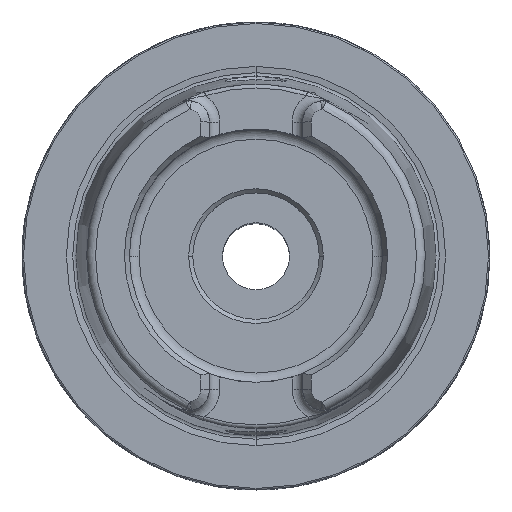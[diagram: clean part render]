
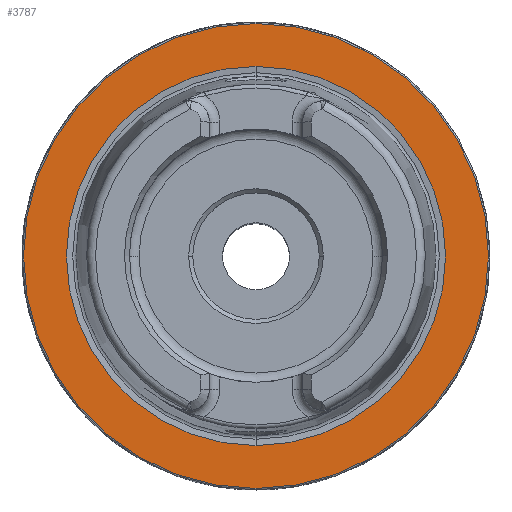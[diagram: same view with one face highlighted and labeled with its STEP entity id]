
A CAD part, top view. The second image highlights one B-rep face of the part: STEP entity #3787.
In plain terms, the highlighted planar face has unit normal (0, 0, 1).
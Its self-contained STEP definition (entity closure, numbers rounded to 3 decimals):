
#380 = EDGE_CURVE ( 'NONE', #3154, #7494, #3644, .T. ) ;
#1030 = AXIS2_PLACEMENT_3D ( 'NONE', #1725, #4303, #4357 ) ;
#1111 = AXIS2_PLACEMENT_3D ( 'NONE', #10334, #9699, #10707 ) ;
#1464 = ORIENTED_EDGE ( 'NONE', *, *, #380, .T. ) ;
#1725 = CARTESIAN_POINT ( 'NONE',  ( 0., 0., 0. ) ) ;
#1852 = EDGE_CURVE ( 'NONE', #2373, #11529, #4046, .T. ) ;
#2373 = VERTEX_POINT ( 'NONE', #8643 ) ;
#2707 = AXIS2_PLACEMENT_3D ( 'NONE', #4362, #9824, #9867 ) ;
#3003 = FACE_OUTER_BOUND ( 'NONE', #5780, .T. ) ;
#3015 = CARTESIAN_POINT ( 'NONE',  ( 0., 31.27, 0. ) ) ;
#3051 = EDGE_CURVE ( 'NONE', #7494, #3154, #6290, .T. ) ;
#3154 = VERTEX_POINT ( 'NONE', #3190 ) ;
#3190 = CARTESIAN_POINT ( 'NONE',  ( 0., -31.27, 0. ) ) ;
#3372 = ORIENTED_EDGE ( 'NONE', *, *, #1852, .T. ) ;
#3502 = EDGE_CURVE ( 'NONE', #11529, #2373, #9529, .T. ) ;
#3566 = CARTESIAN_POINT ( 'NONE',  ( 0., 25.5, 0. ) ) ;
#3644 = CIRCLE ( 'NONE', #4566, 31.27 ) ;
#3667 = ORIENTED_EDGE ( 'NONE', *, *, #3051, .T. ) ;
#3787 = ADVANCED_FACE ( 'NONE', ( #3003, #7788 ), #5151, .T. ) ;
#4046 = CIRCLE ( 'NONE', #1111, 25.5 ) ;
#4303 = DIRECTION ( 'NONE',  ( 0., 0., 1. ) ) ;
#4357 = DIRECTION ( 'NONE',  ( 0., -1., 0. ) ) ;
#4362 = CARTESIAN_POINT ( 'NONE',  ( 0., 0., 0. ) ) ;
#4444 = EDGE_LOOP ( 'NONE', ( #3372, #8165 ) ) ;
#4566 = AXIS2_PLACEMENT_3D ( 'NONE', #10141, #9854, #9584 ) ;
#4862 = DIRECTION ( 'NONE',  ( 0., -1., 0. ) ) ;
#4910 = CARTESIAN_POINT ( 'NONE',  ( 0., 31.47, 0. ) ) ;
#4977 = AXIS2_PLACEMENT_3D ( 'NONE', #4910, #11202, #4862 ) ;
#5151 = PLANE ( 'NONE',  #4977 ) ;
#5780 = EDGE_LOOP ( 'NONE', ( #1464, #3667 ) ) ;
#6290 = CIRCLE ( 'NONE', #1030, 31.27 ) ;
#7494 = VERTEX_POINT ( 'NONE', #3015 ) ;
#7788 = FACE_BOUND ( 'NONE', #4444, .T. ) ;
#8165 = ORIENTED_EDGE ( 'NONE', *, *, #3502, .T. ) ;
#8643 = CARTESIAN_POINT ( 'NONE',  ( 0., -25.5, 0. ) ) ;
#9529 = CIRCLE ( 'NONE', #2707, 25.5 ) ;
#9584 = DIRECTION ( 'NONE',  ( 0., -1., 0. ) ) ;
#9699 = DIRECTION ( 'NONE',  ( 0., 0., -1. ) ) ;
#9824 = DIRECTION ( 'NONE',  ( 0., 0., -1. ) ) ;
#9854 = DIRECTION ( 'NONE',  ( 0., 0., 1. ) ) ;
#9867 = DIRECTION ( 'NONE',  ( 0., 1., 0. ) ) ;
#10141 = CARTESIAN_POINT ( 'NONE',  ( 0., 0., 0. ) ) ;
#10334 = CARTESIAN_POINT ( 'NONE',  ( 0., 0., 0. ) ) ;
#10707 = DIRECTION ( 'NONE',  ( 0., 1., 0. ) ) ;
#11202 = DIRECTION ( 'NONE',  ( 0., 0., 1. ) ) ;
#11529 = VERTEX_POINT ( 'NONE', #3566 ) ;
